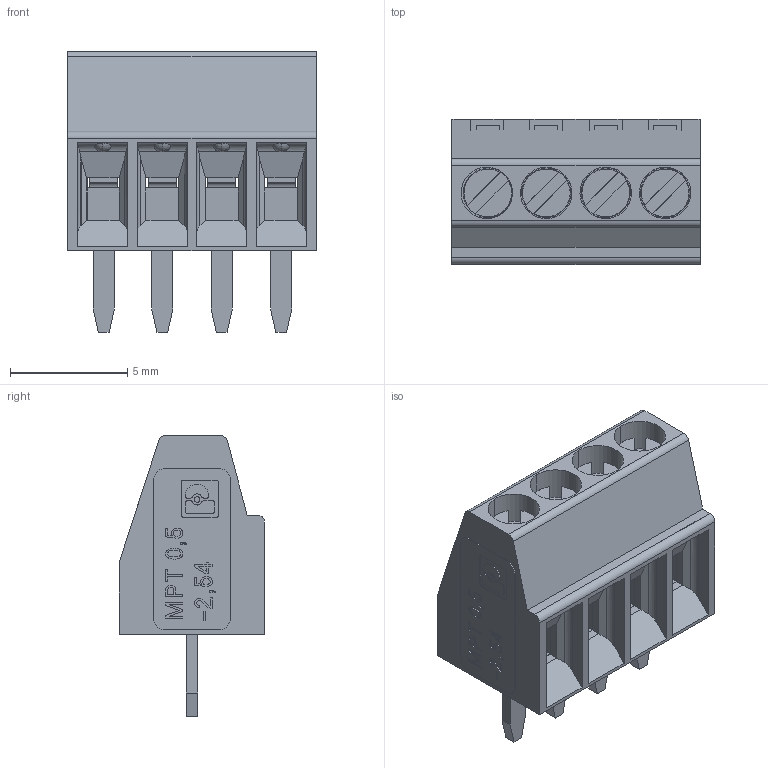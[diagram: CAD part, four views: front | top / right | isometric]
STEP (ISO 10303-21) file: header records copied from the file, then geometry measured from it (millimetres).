
FILE_DESCRIPTION(('STEP AP214'),'1');
FILE_NAME('cctmp_32EAE998-5AE8-4EB3-B99C-4819E1F6D8AE_2023_03_20_09_52_53_0111_10260..stp','2023-03-20T09:52:53',('PHOENIX CONTACT Deutschland GmbH'),('CADClick - www.CADClick.com'),'Spatial InterOp 3D',' ','unknown authorization');
FILE_SCHEMA(('AUTOMOTIVE_DESIGN'));
Length unit declared in the file: millimetre
Products named in the file (14): 2023_03_20_09_52_52_0500; 2023_03_20_09_52_53_0111; 2023_03_20_09_52_53_0095; 2023_03_20_09_52_53_0080; 2023_03_20_09_52_53_0064; 2023_03_20_09_52_53_0048; 2023_03_20_09_52_53_0033; 2023_03_20_09_52_53_0017; 2023_03_20_09_52_53_0002; 2023_03_20_09_52_52_0986; 2023_03_20_09_52_52_0970; 2023_03_20_09_52_52_0955; 2023_03_20_09_52_52_0939; 2023_03_20_09_52_52_0908
Assembly tree (13 placements, depth 2):
  2023_03_20_09_52_52_0500
    2023_03_20_09_52_53_0111
    2023_03_20_09_52_53_0095
    2023_03_20_09_52_53_0080
    2023_03_20_09_52_53_0064
    2023_03_20_09_52_53_0048
    2023_03_20_09_52_53_0033
    2023_03_20_09_52_53_0017
    2023_03_20_09_52_53_0002
    2023_03_20_09_52_52_0986
    2023_03_20_09_52_52_0970
    2023_03_20_09_52_52_0955
    2023_03_20_09_52_52_0939
    2023_03_20_09_52_52_0908
Bounding box: 10.68 x 6.2 x 12 mm (x, y, z)
Volume: 331.2 mm3; surface area: 1308.5 mm2
Topology: 13 solids, 13 shells, 870 faces, 2424 edges, 1600 vertices
Faces by surface type: plane 682, cylinder 164, cone 16, sphere 8
Entity records: 56705 total; most frequent: CARTESIAN_POINT 8076, ORIENTED_EDGE 4848, STYLED_ITEM 4617, PRESENTATION_STYLE_ASSIGNMENT 4617, COLOUR_RGB 4617, DIRECTION 4484, EDGE_CURVE 2424, CURVE_STYLE 2326
